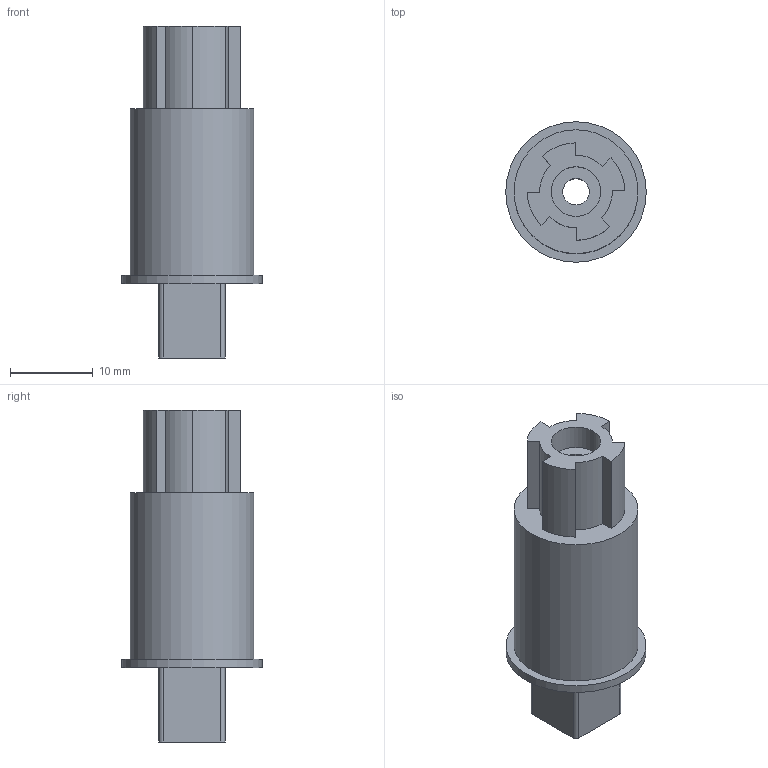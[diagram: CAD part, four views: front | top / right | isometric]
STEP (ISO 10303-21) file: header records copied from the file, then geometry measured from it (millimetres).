
FILE_DESCRIPTION(/* description */ (''),/* implementation_level */ '2;1');
FILE_NAME(/* name */ '06-06-01 Brake shaft.step',/* time_stamp */ '2024-08-04T07:16:41+02:00',/* author */ (''),/* organization */ (''),/* preprocessor_version */ 'ST-DEVELOPER v20',/* originating_system */ 'Autodesk Translation Framework v13.14.0.145',/* authorisation */ '');
FILE_SCHEMA (('AUTOMOTIVE_DESIGN { 1 0 10303 214 3 1 1 }'));
Length unit declared in the file: millimetre
Products named in the file (1): 06-06-01 Brake shaft
Bounding box: 17 x 17 x 40.2 mm (x, y, z)
Volume: 4755.6 mm3; surface area: 2620.9 mm2
Topology: 1 solids, 1 shells, 47 faces, 122 edges, 81 vertices
Faces by surface type: plane 30, cylinder 16, cone 1
Full cylindrical faces by diameter (mm): 3.2 x1, 6 x1, 15 x1, 17 x1
Entity records: 1483 total; most frequent: CARTESIAN_POINT 265, DIRECTION 249, ORIENTED_EDGE 244, EDGE_CURVE 122, AXIS2_PLACEMENT_3D 86, VERTEX_POINT 81, LINE 77, VECTOR 77
